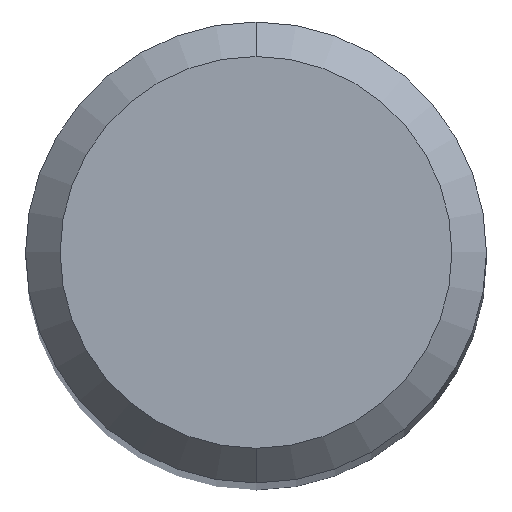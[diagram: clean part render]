
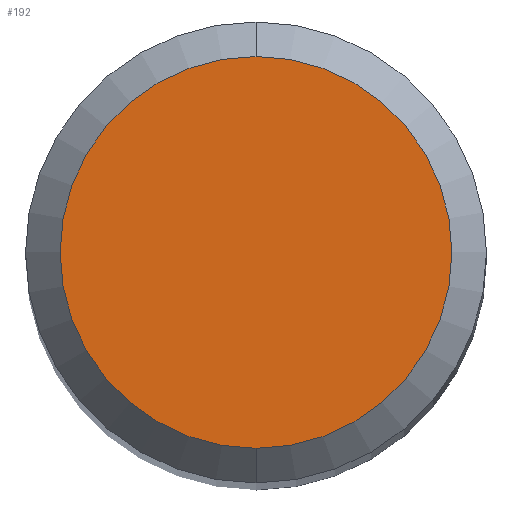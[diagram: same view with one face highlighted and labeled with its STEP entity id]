
A CAD part, top view. The second image highlights one B-rep face of the part: STEP entity #192.
In plain terms, the highlighted planar face has unit normal (0, 0, 1).
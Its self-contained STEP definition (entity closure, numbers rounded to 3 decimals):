
#102=EDGE_CURVE('',#176,#122,#251,.T.);
#122=VERTEX_POINT('',#273);
#128=EDGE_CURVE('',#122,#176,#279,.T.);
#176=VERTEX_POINT('',#332);
#192=ADVANCED_FACE('',(#349),#350,.T.);
#251=CIRCLE('',#413,1.7);
#273=CARTESIAN_POINT('',(0.0,1.7,0.0));
#279=CIRCLE('',#445,1.7);
#332=CARTESIAN_POINT('',(0.,-1.7,0.0));
#349=FACE_OUTER_BOUND('',#533,.T.);
#350=PLANE('',#534);
#413=AXIS2_PLACEMENT_3D('',#593,#594,#595);
#445=AXIS2_PLACEMENT_3D('',#612,#613,#614);
#533=EDGE_LOOP('',(#693,#694));
#534=AXIS2_PLACEMENT_3D('',#695,#696,#697);
#593=CARTESIAN_POINT('',(0.0,0.0,0.0));
#594=DIRECTION('',(0.0,0.0,-1.0));
#595=DIRECTION('',(0.0,1.0,0.0));
#612=CARTESIAN_POINT('',(0.0,0.0,0.0));
#613=DIRECTION('',(0.0,0.0,-1.0));
#614=DIRECTION('',(0.0,1.0,0.0));
#693=ORIENTED_EDGE('',*,*,#128,.F.);
#694=ORIENTED_EDGE('',*,*,#102,.F.);
#695=CARTESIAN_POINT('',(0.0,0.85,0.0));
#696=DIRECTION('',(-0.0,0.0,1.0));
#697=DIRECTION('',(0.0,-1.0,0.0));
